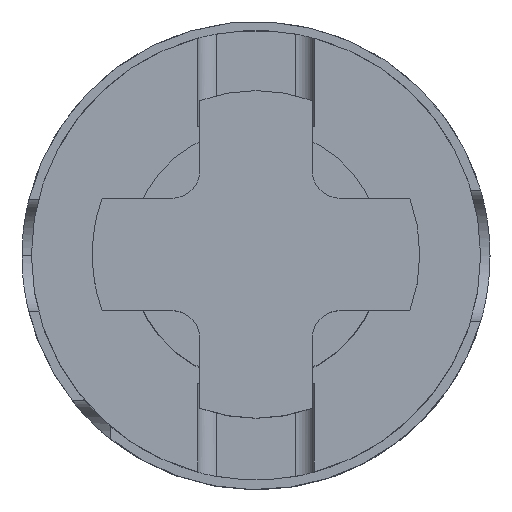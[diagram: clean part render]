
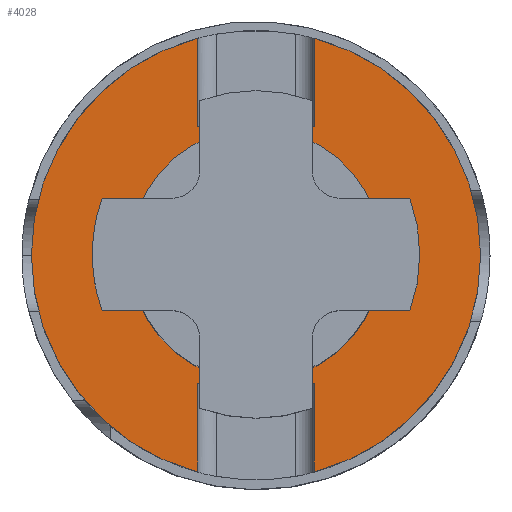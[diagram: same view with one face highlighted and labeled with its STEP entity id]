
A CAD part, top view. The second image highlights one B-rep face of the part: STEP entity #4028.
In plain terms, the highlighted planar face has unit normal (0, 0, 1).
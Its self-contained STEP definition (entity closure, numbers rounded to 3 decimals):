
#12 = PLANE ( 'NONE',  #3419 ) ;
#69 = DIRECTION ( 'NONE',  ( 0., 0., -1. ) ) ;
#124 = AXIS2_PLACEMENT_3D ( 'NONE', #854, #4089, #1931 ) ;
#154 = ORIENTED_EDGE ( 'NONE', *, *, #725, .T. ) ;
#189 = DIRECTION ( 'NONE',  ( 1., 0., 0. ) ) ;
#203 = VERTEX_POINT ( 'NONE', #1285 ) ;
#207 = ORIENTED_EDGE ( 'NONE', *, *, #528, .F. ) ;
#318 = VERTEX_POINT ( 'NONE', #1208 ) ;
#343 = CARTESIAN_POINT ( 'NONE',  ( 6.25, -23.172, 53. ) ) ;
#376 = ORIENTED_EDGE ( 'NONE', *, *, #3407, .F. ) ;
#385 = CARTESIAN_POINT ( 'NONE',  ( 0., 24., 53. ) ) ;
#397 = ORIENTED_EDGE ( 'NONE', *, *, #2408, .T. ) ;
#411 = LINE ( 'NONE', #2213, #3748 ) ;
#447 = VERTEX_POINT ( 'NONE', #3179 ) ;
#528 = EDGE_CURVE ( 'NONE', #1003, #203, #2873, .T. ) ;
#595 = CIRCLE ( 'NONE', #124, 13.5 ) ;
#699 = DIRECTION ( 'NONE',  ( -1., 0., 0. ) ) ;
#705 = CARTESIAN_POINT ( 'NONE',  ( -6.25, -13.75, 53. ) ) ;
#725 = EDGE_CURVE ( 'NONE', #979, #2875, #4544, .T. ) ;
#835 = ORIENTED_EDGE ( 'NONE', *, *, #4221, .F. ) ;
#854 = CARTESIAN_POINT ( 'NONE',  ( 0., 0., 53. ) ) ;
#979 = VERTEX_POINT ( 'NONE', #2640 ) ;
#1003 = VERTEX_POINT ( 'NONE', #4497 ) ;
#1089 = CARTESIAN_POINT ( 'NONE',  ( 0., 0., 53. ) ) ;
#1091 = VERTEX_POINT ( 'NONE', #1679 ) ;
#1107 = AXIS2_PLACEMENT_3D ( 'NONE', #2552, #4287, #699 ) ;
#1168 = ORIENTED_EDGE ( 'NONE', *, *, #2114, .F. ) ;
#1208 = CARTESIAN_POINT ( 'NONE',  ( -6.25, 13.75, 53. ) ) ;
#1285 = CARTESIAN_POINT ( 'NONE',  ( -24., 0., 53. ) ) ;
#1312 = VECTOR ( 'NONE', #189, 1000. ) ;
#1323 = DIRECTION ( 'NONE',  ( 0., 1., 0. ) ) ;
#1349 = CARTESIAN_POINT ( 'NONE',  ( 0., 0., 53. ) ) ;
#1381 = DIRECTION ( 'NONE',  ( 0., 1., 0. ) ) ;
#1419 = DIRECTION ( 'NONE',  ( 1., 0., 0. ) ) ;
#1423 = VECTOR ( 'NONE', #3002, 1000. ) ;
#1451 = CARTESIAN_POINT ( 'NONE',  ( -6.25, 24., 53. ) ) ;
#1545 = CARTESIAN_POINT ( 'NONE',  ( 0., 0., 53. ) ) ;
#1679 = CARTESIAN_POINT ( 'NONE',  ( 24., 0., 53. ) ) ;
#1687 = EDGE_LOOP ( 'NONE', ( #2142, #154 ) ) ;
#1800 = VERTEX_POINT ( 'NONE', #3020 ) ;
#1804 = EDGE_CURVE ( 'NONE', #2875, #979, #595, .T. ) ;
#1812 = EDGE_LOOP ( 'NONE', ( #1168, #397, #4222, #207, #2643, #4198, #1843, #376, #835, #4273 ) ) ;
#1836 = VERTEX_POINT ( 'NONE', #2244 ) ;
#1843 = ORIENTED_EDGE ( 'NONE', *, *, #2826, .F. ) ;
#1889 = CIRCLE ( 'NONE', #3272, 24. ) ;
#1931 = DIRECTION ( 'NONE',  ( -1., 0., 0. ) ) ;
#1976 = EDGE_CURVE ( 'NONE', #447, #1836, #411, .T. ) ;
#2047 = VECTOR ( 'NONE', #2189, 1000. ) ;
#2052 = DIRECTION ( 'NONE',  ( -1., 0., 0. ) ) ;
#2057 = AXIS2_PLACEMENT_3D ( 'NONE', #1349, #4623, #2867 ) ;
#2114 = EDGE_CURVE ( 'NONE', #318, #1836, #3585, .T. ) ;
#2142 = ORIENTED_EDGE ( 'NONE', *, *, #1804, .T. ) ;
#2189 = DIRECTION ( 'NONE',  ( 0., -1., 0. ) ) ;
#2213 = CARTESIAN_POINT ( 'NONE',  ( 6.25, 24., 53. ) ) ;
#2244 = CARTESIAN_POINT ( 'NONE',  ( 6.25, 13.75, 53. ) ) ;
#2401 = DIRECTION ( 'NONE',  ( 0., 0., -1. ) ) ;
#2408 = EDGE_CURVE ( 'NONE', #318, #3703, #4295, .T. ) ;
#2421 = CARTESIAN_POINT ( 'NONE',  ( 6.25, 24., 53. ) ) ;
#2552 = CARTESIAN_POINT ( 'NONE',  ( 0., 0., 53. ) ) ;
#2595 = AXIS2_PLACEMENT_3D ( 'NONE', #4189, #2401, #2052 ) ;
#2640 = CARTESIAN_POINT ( 'NONE',  ( 13.5, 0., 53. ) ) ;
#2643 = ORIENTED_EDGE ( 'NONE', *, *, #3531, .F. ) ;
#2731 = CARTESIAN_POINT ( 'NONE',  ( 6.25, -13.75, 53. ) ) ;
#2802 = FACE_OUTER_BOUND ( 'NONE', #1812, .T. ) ;
#2826 = EDGE_CURVE ( 'NONE', #3431, #1800, #4630, .T. ) ;
#2845 = CIRCLE ( 'NONE', #1107, 24. ) ;
#2867 = DIRECTION ( 'NONE',  ( -1., 0., 0. ) ) ;
#2873 = CIRCLE ( 'NONE', #2595, 24. ) ;
#2875 = VERTEX_POINT ( 'NONE', #3525 ) ;
#2909 = AXIS2_PLACEMENT_3D ( 'NONE', #1089, #3631, #4379 ) ;
#2944 = DIRECTION ( 'NONE',  ( 0., -1., 0. ) ) ;
#3002 = DIRECTION ( 'NONE',  ( 1., 0., 0. ) ) ;
#3004 = VERTEX_POINT ( 'NONE', #705 ) ;
#3020 = CARTESIAN_POINT ( 'NONE',  ( 6.25, -13.75, 53. ) ) ;
#3137 = CIRCLE ( 'NONE', #2057, 24. ) ;
#3179 = CARTESIAN_POINT ( 'NONE',  ( 6.25, 23.172, 53. ) ) ;
#3272 = AXIS2_PLACEMENT_3D ( 'NONE', #1545, #69, #3648 ) ;
#3407 = EDGE_CURVE ( 'NONE', #1091, #3431, #2845, .T. ) ;
#3415 = LINE ( 'NONE', #2731, #1312 ) ;
#3419 = AXIS2_PLACEMENT_3D ( 'NONE', #385, #3931, #1419 ) ;
#3431 = VERTEX_POINT ( 'NONE', #343 ) ;
#3525 = CARTESIAN_POINT ( 'NONE',  ( -13.5, 0., 53. ) ) ;
#3528 = CARTESIAN_POINT ( 'NONE',  ( -6.25, 24., 53. ) ) ;
#3531 = EDGE_CURVE ( 'NONE', #3004, #1003, #3676, .T. ) ;
#3585 = LINE ( 'NONE', #4390, #1423 ) ;
#3631 = DIRECTION ( 'NONE',  ( 0., 0., -1. ) ) ;
#3648 = DIRECTION ( 'NONE',  ( -1., 0., 0. ) ) ;
#3672 = EDGE_CURVE ( 'NONE', #3004, #1800, #3415, .T. ) ;
#3676 = LINE ( 'NONE', #1451, #2047 ) ;
#3703 = VERTEX_POINT ( 'NONE', #3780 ) ;
#3748 = VECTOR ( 'NONE', #2944, 1000. ) ;
#3780 = CARTESIAN_POINT ( 'NONE',  ( -6.25, 23.172, 53. ) ) ;
#3798 = VECTOR ( 'NONE', #1323, 1000. ) ;
#3931 = DIRECTION ( 'NONE',  ( 0., 0., 1. ) ) ;
#4028 = ADVANCED_FACE ( 'NONE', ( #4471, #2802 ), #12, .T. ) ;
#4089 = DIRECTION ( 'NONE',  ( 0., 0., -1. ) ) ;
#4189 = CARTESIAN_POINT ( 'NONE',  ( 0., 0., 53. ) ) ;
#4198 = ORIENTED_EDGE ( 'NONE', *, *, #3672, .T. ) ;
#4221 = EDGE_CURVE ( 'NONE', #447, #1091, #1889, .T. ) ;
#4222 = ORIENTED_EDGE ( 'NONE', *, *, #4526, .F. ) ;
#4273 = ORIENTED_EDGE ( 'NONE', *, *, #1976, .T. ) ;
#4287 = DIRECTION ( 'NONE',  ( 0., 0., -1. ) ) ;
#4289 = VECTOR ( 'NONE', #1381, 1000. ) ;
#4295 = LINE ( 'NONE', #3528, #3798 ) ;
#4379 = DIRECTION ( 'NONE',  ( -1., 0., 0. ) ) ;
#4390 = CARTESIAN_POINT ( 'NONE',  ( 6.25, 13.75, 53. ) ) ;
#4471 = FACE_BOUND ( 'NONE', #1687, .T. ) ;
#4497 = CARTESIAN_POINT ( 'NONE',  ( -6.25, -23.172, 53. ) ) ;
#4526 = EDGE_CURVE ( 'NONE', #203, #3703, #3137, .T. ) ;
#4544 = CIRCLE ( 'NONE', #2909, 13.5 ) ;
#4623 = DIRECTION ( 'NONE',  ( 0., 0., -1. ) ) ;
#4630 = LINE ( 'NONE', #2421, #4289 ) ;
